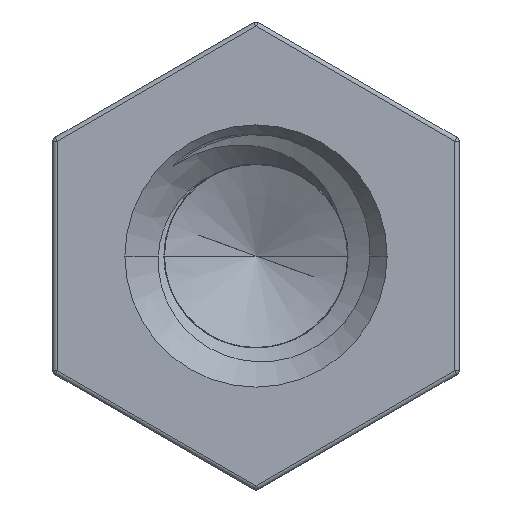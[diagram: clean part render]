
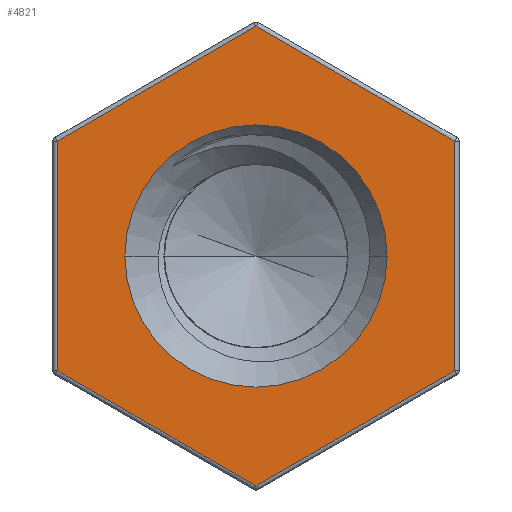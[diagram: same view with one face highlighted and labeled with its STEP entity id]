
A CAD part, left-side view. The second image highlights one B-rep face of the part: STEP entity #4821.
In plain terms, the highlighted planar face has unit normal (-1, 0, 0).
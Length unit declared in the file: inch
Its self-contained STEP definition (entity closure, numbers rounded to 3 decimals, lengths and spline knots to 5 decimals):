
#1592=DIRECTION('',(0.,-0.866,0.5));
#1593=VECTOR('',#1592,0.10594);
#1594=CARTESIAN_POINT('',(-0.25,0.,-0.10594));
#1595=LINE('',#1594,#1593);
#1599=DIRECTION('',(0.,-0.866,-0.5));
#1600=VECTOR('',#1599,0.10594);
#1601=CARTESIAN_POINT('',(-0.25,0.09175,-0.05297));
#1602=LINE('',#1601,#1600);
#1606=DIRECTION('',(0.,0.,-1.));
#1607=VECTOR('',#1606,0.10594);
#1608=CARTESIAN_POINT('',(-0.25,0.09175,0.05297));
#1609=LINE('',#1608,#1607);
#1613=DIRECTION('',(0.,0.866,-0.5));
#1614=VECTOR('',#1613,0.10594);
#1615=CARTESIAN_POINT('',(-0.25,0.,0.10594));
#1616=LINE('',#1615,#1614);
#1620=DIRECTION('',(0.,0.866,0.5));
#1621=VECTOR('',#1620,0.10594);
#1622=CARTESIAN_POINT('',(-0.25,-0.09175,0.05297));
#1623=LINE('',#1622,#1621);
#1627=DIRECTION('',(0.,0.,1.));
#1628=VECTOR('',#1627,0.10594);
#1629=CARTESIAN_POINT('',(-0.25,-0.09175,-0.05297));
#1630=LINE('',#1629,#1628);
#1634=CARTESIAN_POINT('',(-0.25,0.,0.));
#1635=DIRECTION('',(1.,0.,0.));
#1636=DIRECTION('',(0.,1.,0.));
#1637=AXIS2_PLACEMENT_3D('',#1634,#1635,#1636);
#1642=CARTESIAN_POINT('',(-0.25,0.,0.));
#1643=DIRECTION('',(1.,0.,0.));
#1644=DIRECTION('',(0.,-1.,0.));
#1645=AXIS2_PLACEMENT_3D('',#1642,#1643,#1644);
#3256=CARTESIAN_POINT('',(-0.25,0.06048,0.));
#3257=CARTESIAN_POINT('',(-0.25,-0.06048,0.));
#3258=VERTEX_POINT('',#3256);
#3259=VERTEX_POINT('',#3257);
#3280=CARTESIAN_POINT('',(-0.25,0.,-0.10594));
#3281=CARTESIAN_POINT('',(-0.25,-0.09175,-0.05297));
#3282=VERTEX_POINT('',#3280);
#3283=VERTEX_POINT('',#3281);
#3292=CARTESIAN_POINT('',(-0.25,-0.09175,0.05297));
#3293=VERTEX_POINT('',#3292);
#3340=CARTESIAN_POINT('',(-0.25,0.,0.10594));
#3341=VERTEX_POINT('',#3340);
#3342=CARTESIAN_POINT('',(-0.25,0.09175,0.05297));
#3343=VERTEX_POINT('',#3342);
#3344=CARTESIAN_POINT('',(-0.25,0.09175,-0.05297));
#3345=VERTEX_POINT('',#3344);
#4798=CARTESIAN_POINT('',(-0.25,0.,0.));
#4799=DIRECTION('',(1.,0.,0.));
#4800=DIRECTION('',(0.,-1.,0.));
#4801=AXIS2_PLACEMENT_3D('',#4798,#4799,#4800);
#4802=PLANE('',#4801);
#4803=ORIENTED_EDGE('',*,*,#4789,.F.);
#4805=ORIENTED_EDGE('',*,*,#4804,.F.);
#4807=ORIENTED_EDGE('',*,*,#4806,.F.);
#4809=ORIENTED_EDGE('',*,*,#4808,.F.);
#4811=ORIENTED_EDGE('',*,*,#4810,.F.);
#4812=ORIENTED_EDGE('',*,*,#4710,.F.);
#4813=EDGE_LOOP('',(#4803,#4805,#4807,#4809,#4811,#4812));
#4814=FACE_OUTER_BOUND('',#4813,.F.);
#4816=ORIENTED_EDGE('',*,*,#4815,.F.);
#4818=ORIENTED_EDGE('',*,*,#4817,.F.);
#4819=EDGE_LOOP('',(#4816,#4818));
#4820=FACE_BOUND('',#4819,.F.);
#1638=CIRCLE('',#1637,0.06048);
#1646=CIRCLE('',#1645,0.06048);
#4710=EDGE_CURVE('',#3283,#3293,#1630,.T.);
#4789=EDGE_CURVE('',#3282,#3283,#1595,.T.);
#4804=EDGE_CURVE('',#3345,#3282,#1602,.T.);
#4806=EDGE_CURVE('',#3343,#3345,#1609,.T.);
#4808=EDGE_CURVE('',#3341,#3343,#1616,.T.);
#4810=EDGE_CURVE('',#3293,#3341,#1623,.T.);
#4815=EDGE_CURVE('',#3258,#3259,#1638,.T.);
#4817=EDGE_CURVE('',#3259,#3258,#1646,.T.);
#4821=ADVANCED_FACE('',(#4814,#4820),#4802,.F.);
